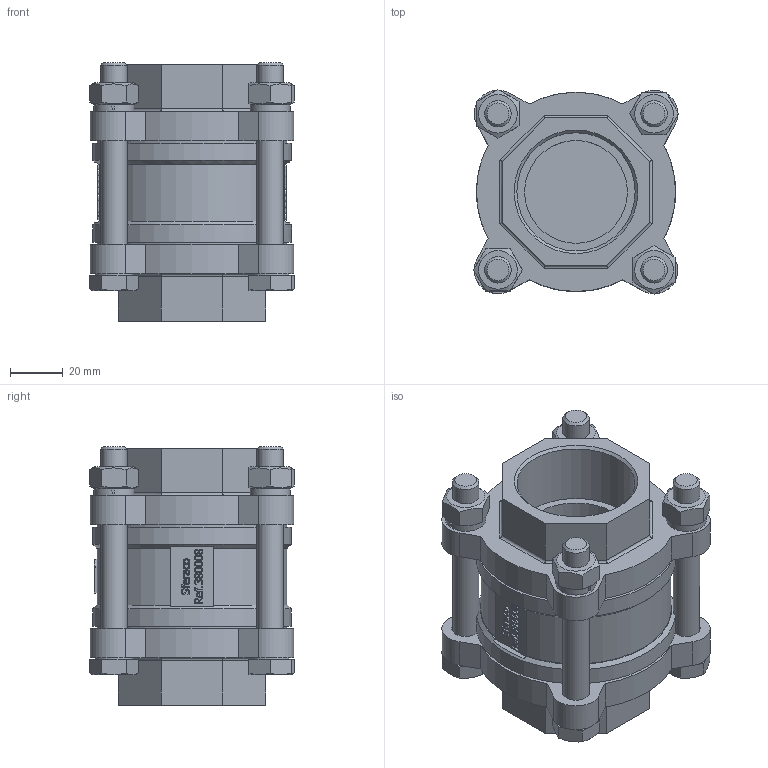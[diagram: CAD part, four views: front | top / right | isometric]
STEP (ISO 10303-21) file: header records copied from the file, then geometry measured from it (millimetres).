
FILE_DESCRIPTION(/* description */ ('380008'),/* implementation_level */ '2;1');
FILE_NAME(/* name */ '380008.stp',/* time_stamp */ '2019-02-07T16:42:45+01:00',/* author */ ('jmorand'),/* organization */ ('Sferaco'),/* preprocessor_version */ 'ST-DEVELOPER v17',/* originating_system */ 'Autodesk Inventor 2019',/* authorisation */ '');
FILE_SCHEMA (('AUTOMOTIVE_DESIGN { 1 0 10303 214 3 1 1 }'));
Length unit declared in the file: millimetre
Products named in the file (1): 380008_bd
Bounding box: 77.66 x 77.66 x 98 mm (x, y, z)
Volume: 316529.7 mm3; surface area: 77087.6 mm2
Topology: 15 solids, 15 shells, 897 faces, 2370 edges, 1576 vertices
Faces by surface type: bspline 384, plane 380, cylinder 85, cone 48
Full cylindrical faces by diameter (mm): 8.376 x4, 10 x4, 10.5 x8, 14.63 x4, 39 x2, 44.845 x2, 72 x2
Entity records: 31869 total; most frequent: CARTESIAN_POINT 11330, ORIENTED_EDGE 4740, DIRECTION 2790, EDGE_CURVE 2370, VERTEX_POINT 1576, LINE 1218, VECTOR 1218, EDGE_LOOP 998
